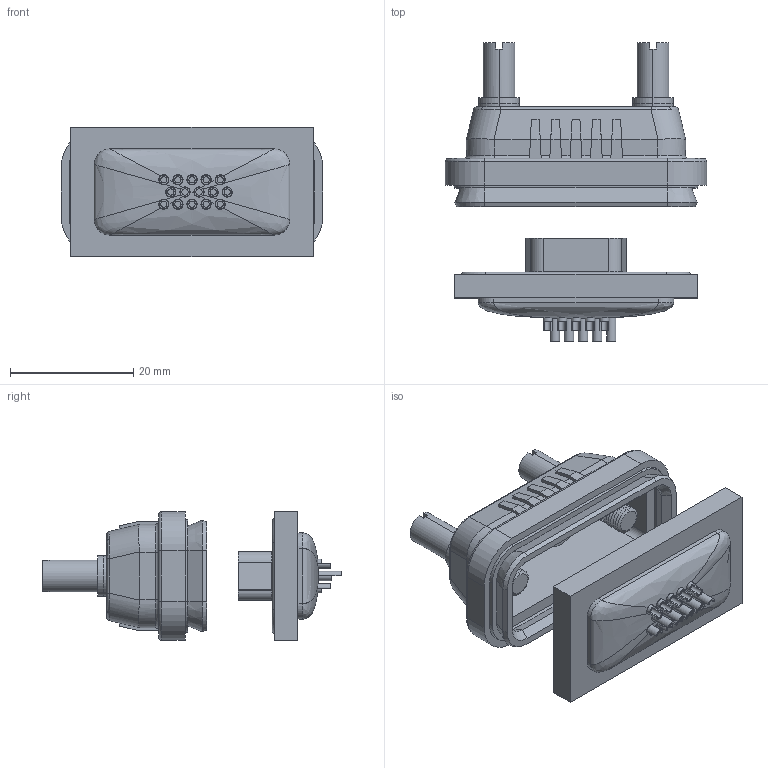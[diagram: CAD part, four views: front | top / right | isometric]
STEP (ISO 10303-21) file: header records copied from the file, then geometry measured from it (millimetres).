
FILE_DESCRIPTION (( 'STEP AP203' ), '1' );
FILE_NAME ('WPSDH15S-KIT.STEP', '2010-10-26T19:29:49', ( 'x' ), ( 'Microsoft' ), 'SwSTEP 2.0', 'SolidWorks 2010', '' );
FILE_SCHEMA (( 'CONFIG_CONTROL_DESIGN' ));
Length unit declared in the file: inch
Products named in the file (10): SDH15S_With Clinch Nuts; 3AA13-002; 3AA03-018; WPSDH15S-KIT; WPSD9; WPSD9-ma2; WPSDH15-MA1; WPSD1; 3AB10-027; 3AA07-060
Assembly tree (11 placements, depth 3):
  WPSDH15S-KIT
    WPSD1
      3AA07-060  x2
      3AA03-018  x2
      3AA13-002
      3AB10-027
    WPSD9-ma2
    SDH15S_With Clinch Nuts
    WPSD9
    WPSDH15-MA1
Bounding box: 42.42 x 48.45 x 21.1 mm (x, y, z)
Volume: 10212.6 mm3; surface area: 13131.4 mm2
Topology: 10 solids, 10 shells, 957 faces, 2322 edges, 1411 vertices
Faces by surface type: plane 375, cylinder 374, cone 124, bspline 52, torus 32
Entity records: 30987 total; most frequent: CARTESIAN_POINT 9103, ORIENTED_EDGE 4344, DIRECTION 4299, EDGE_CURVE 2172, AXIS2_PLACEMENT_3D 1541, VERTEX_POINT 1335, VECTOR 1217, LINE 1217
